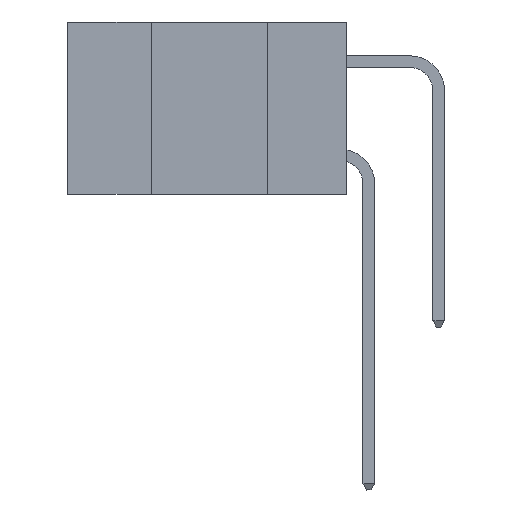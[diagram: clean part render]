
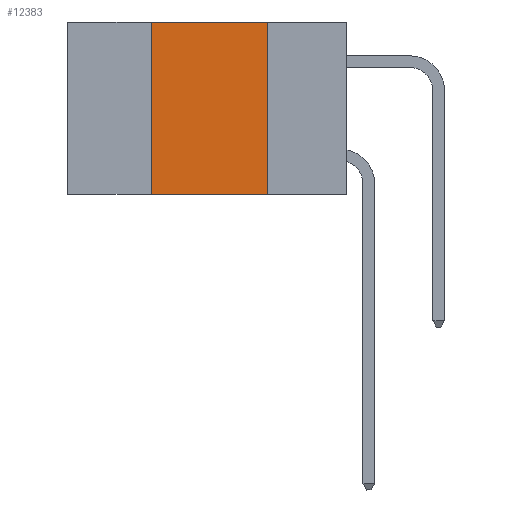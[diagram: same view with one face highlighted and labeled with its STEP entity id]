
A CAD part, left-side view. The second image highlights one B-rep face of the part: STEP entity #12383.
In plain terms, the highlighted planar face has unit normal (-1, 0, 0).
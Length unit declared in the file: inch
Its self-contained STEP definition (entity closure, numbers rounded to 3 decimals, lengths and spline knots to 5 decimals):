
#795 = CARTESIAN_POINT ( 'NONE',  ( 0., 0.42, 0. ) ) ;
#1279 = PLANE ( 'NONE',  #7200 ) ;
#1335 = DIRECTION ( 'NONE',  ( 0., 0., -1. ) ) ;
#2039 = VERTEX_POINT ( 'NONE', #14338 ) ;
#3243 = ORIENTED_EDGE ( 'NONE', *, *, #7177, .F. ) ;
#3549 = LINE ( 'NONE', #13353, #6261 ) ;
#3982 = LINE ( 'NONE', #8465, #9333 ) ;
#4051 = DIRECTION ( 'NONE',  ( 0., 0., -1. ) ) ;
#4325 = DIRECTION ( 'NONE',  ( 0., 0., 1. ) ) ;
#6261 = VECTOR ( 'NONE', #14645, 39.37008 ) ;
#6478 = CARTESIAN_POINT ( 'NONE',  ( 0., 0.42, -0.37 ) ) ;
#6664 = VERTEX_POINT ( 'NONE', #9638 ) ;
#6718 = EDGE_CURVE ( 'NONE', #7603, #6664, #3982, .T. ) ;
#7177 = EDGE_CURVE ( 'NONE', #14679, #2039, #3549, .T. ) ;
#7200 = AXIS2_PLACEMENT_3D ( 'NONE', #10591, #11894, #4051 ) ;
#7603 = VERTEX_POINT ( 'NONE', #6478 ) ;
#8465 = CARTESIAN_POINT ( 'NONE',  ( 0., 0.6, -0.37 ) ) ;
#8565 = EDGE_LOOP ( 'NONE', ( #13281, #3243, #10244, #10649 ) ) ;
#8925 = EDGE_CURVE ( 'NONE', #2039, #6664, #9090, .T. ) ;
#9090 = LINE ( 'NONE', #13242, #15543 ) ;
#9333 = VECTOR ( 'NONE', #9756, 39.37008 ) ;
#9638 = CARTESIAN_POINT ( 'NONE',  ( 0., 0.17, -0.37 ) ) ;
#9756 = DIRECTION ( 'NONE',  ( 0., -1., 0. ) ) ;
#10244 = ORIENTED_EDGE ( 'NONE', *, *, #11509, .F. ) ;
#10591 = CARTESIAN_POINT ( 'NONE',  ( 0., 0.6, 0. ) ) ;
#10649 = ORIENTED_EDGE ( 'NONE', *, *, #6718, .T. ) ;
#10854 = CARTESIAN_POINT ( 'NONE',  ( 0., 0.42, 0. ) ) ;
#11509 = EDGE_CURVE ( 'NONE', #7603, #14679, #16625, .T. ) ;
#11894 = DIRECTION ( 'NONE',  ( 1., 0., 0. ) ) ;
#12383 = ADVANCED_FACE ( 'NONE', ( #14708 ), #1279, .F. ) ;
#13242 = CARTESIAN_POINT ( 'NONE',  ( 0., 0.17, 0. ) ) ;
#13281 = ORIENTED_EDGE ( 'NONE', *, *, #8925, .F. ) ;
#13353 = CARTESIAN_POINT ( 'NONE',  ( 0., 0.6, 0. ) ) ;
#14338 = CARTESIAN_POINT ( 'NONE',  ( 0., 0.17, 0. ) ) ;
#14645 = DIRECTION ( 'NONE',  ( 0., -1., 0. ) ) ;
#14679 = VERTEX_POINT ( 'NONE', #795 ) ;
#14708 = FACE_OUTER_BOUND ( 'NONE', #8565, .T. ) ;
#15543 = VECTOR ( 'NONE', #1335, 39.37008 ) ;
#16625 = LINE ( 'NONE', #10854, #17022 ) ;
#17022 = VECTOR ( 'NONE', #4325, 39.37008 ) ;
